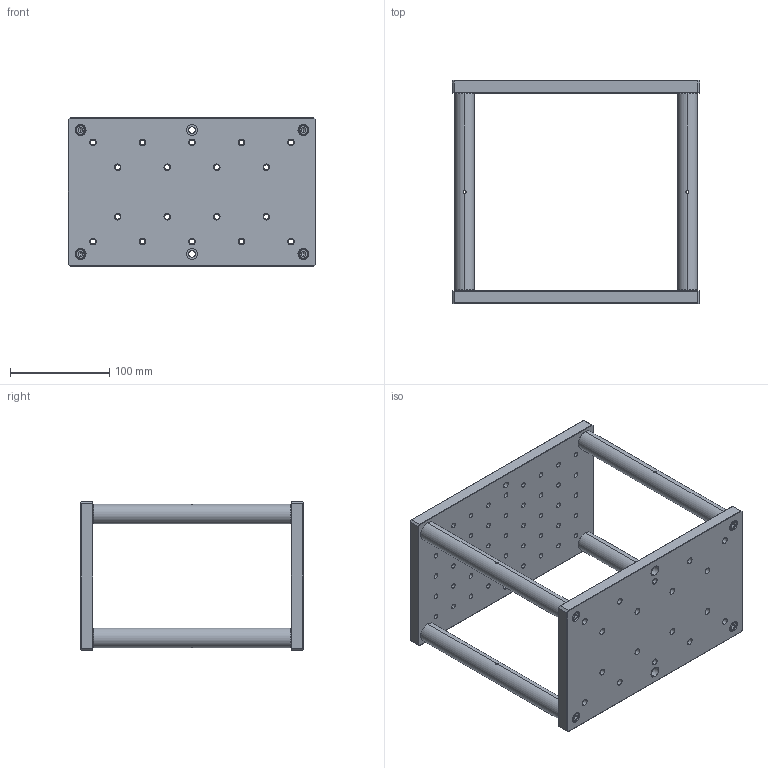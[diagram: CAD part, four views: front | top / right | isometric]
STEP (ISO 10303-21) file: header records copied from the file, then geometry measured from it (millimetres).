
FILE_DESCRIPTION (( 'STEP AP203' ), '1' );
FILE_NAME ('FHT2515-225.STEP', '2020-11-30T03:16:05', ( '' ), ( '' ), 'SwSTEP 2.0', 'SolidWorks 2016', '' );
FILE_SCHEMA (( 'CONFIG_CONTROL_DESIGN' ));
Length unit declared in the file: millimetre
Products named in the file (1): FHT2515-225
Bounding box: 250 x 225 x 150 mm (x, y, z)
Surface area: 235388.5 mm2 (no closed solid volume)
Topology: 0 solids, 24 shells, 406 faces, 1430 edges, 1012 vertices
Faces by surface type: cylinder 210, plane 148, cone 32, torus 16
Entity records: 16078 total; most frequent: CARTESIAN_POINT 3249, DIRECTION 2744, ORIENTED_EDGE 2348, EDGE_CURVE 1414, VERTEX_POINT 1012, AXIS2_PLACEMENT_3D 955, LINE 834, VECTOR 834
